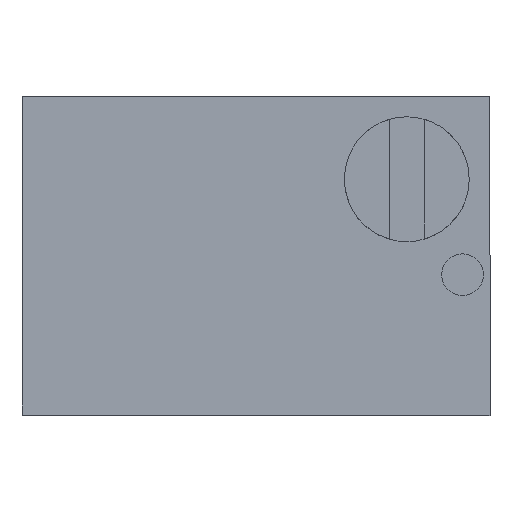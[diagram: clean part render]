
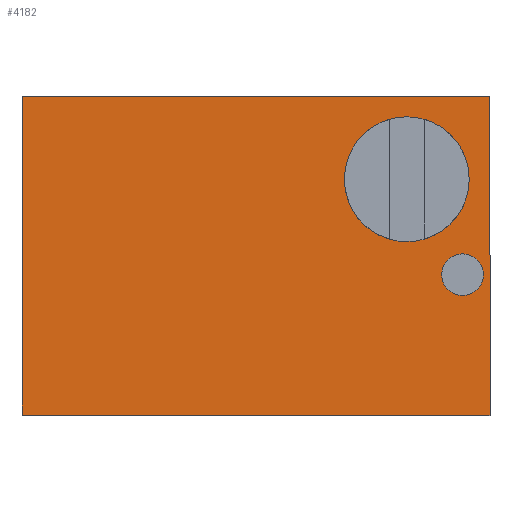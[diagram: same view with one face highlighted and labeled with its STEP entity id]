
A CAD part, top view. The second image highlights one B-rep face of the part: STEP entity #4182.
In plain terms, the highlighted planar face has unit normal (0, 0, 1).
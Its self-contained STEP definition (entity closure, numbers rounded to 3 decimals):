
#58 = DIRECTION ( 'NONE',  ( 0., 1., 0. ) ) ;
#60 = EDGE_CURVE ( 'NONE', #2187, #1862, #3312, .T. ) ;
#86 = ORIENTED_EDGE ( 'NONE', *, *, #60, .T. ) ;
#136 = CARTESIAN_POINT ( 'NONE',  ( 3.28, -0.276, 0. ) ) ;
#183 = CARTESIAN_POINT ( 'NONE',  ( 3.075, 1.1, 0. ) ) ;
#198 = AXIS2_PLACEMENT_3D ( 'NONE', #2524, #1775, #3968 ) ;
#299 = CARTESIAN_POINT ( 'NONE',  ( 2.979, -0.276, 0. ) ) ;
#318 = CIRCLE ( 'NONE', #198, 0.9 ) ;
#384 = VERTEX_POINT ( 'NONE', #183 ) ;
#470 = VECTOR ( 'NONE', #3672, 1000. ) ;
#486 = CARTESIAN_POINT ( 'NONE',  ( -3.375, 2.3, 0. ) ) ;
#584 = VERTEX_POINT ( 'NONE', #4606 ) ;
#805 = AXIS2_PLACEMENT_3D ( 'NONE', #3795, #823, #4141 ) ;
#823 = DIRECTION ( 'NONE',  ( 0., 0., 1. ) ) ;
#902 = ORIENTED_EDGE ( 'NONE', *, *, #4440, .F. ) ;
#964 = CIRCLE ( 'NONE', #2696, 0.301 ) ;
#1132 = EDGE_LOOP ( 'NONE', ( #902, #1184 ) ) ;
#1184 = ORIENTED_EDGE ( 'NONE', *, *, #2258, .F. ) ;
#1230 = LINE ( 'NONE', #486, #2631 ) ;
#1312 = DIRECTION ( 'NONE',  ( 0., 0., 1. ) ) ;
#1315 = ORIENTED_EDGE ( 'NONE', *, *, #2757, .T. ) ;
#1449 = VECTOR ( 'NONE', #1810, 1000. ) ;
#1717 = AXIS2_PLACEMENT_3D ( 'NONE', #2449, #2856, #3210 ) ;
#1775 = DIRECTION ( 'NONE',  ( 0., 0., 1. ) ) ;
#1810 = DIRECTION ( 'NONE',  ( 0., -1., 0. ) ) ;
#1835 = FACE_OUTER_BOUND ( 'NONE', #4506, .T. ) ;
#1862 = VERTEX_POINT ( 'NONE', #2530 ) ;
#1969 = ORIENTED_EDGE ( 'NONE', *, *, #2911, .F. ) ;
#2124 = DIRECTION ( 'NONE',  ( 1., 0., 0. ) ) ;
#2128 = FACE_BOUND ( 'NONE', #3703, .T. ) ;
#2187 = VERTEX_POINT ( 'NONE', #2818 ) ;
#2192 = VERTEX_POINT ( 'NONE', #3181 ) ;
#2223 = CIRCLE ( 'NONE', #1717, 0.301 ) ;
#2258 = EDGE_CURVE ( 'NONE', #384, #2192, #318, .T. ) ;
#2316 = CARTESIAN_POINT ( 'NONE',  ( 2.678, -0.276, 0. ) ) ;
#2449 = CARTESIAN_POINT ( 'NONE',  ( 2.979, -0.276, 0. ) ) ;
#2471 = VERTEX_POINT ( 'NONE', #2316 ) ;
#2506 = EDGE_CURVE ( 'NONE', #584, #2187, #1230, .T. ) ;
#2524 = CARTESIAN_POINT ( 'NONE',  ( 2.175, 1.1, 0. ) ) ;
#2530 = CARTESIAN_POINT ( 'NONE',  ( -3.375, -2.3, 0. ) ) ;
#2631 = VECTOR ( 'NONE', #3873, 1000. ) ;
#2659 = VERTEX_POINT ( 'NONE', #4788 ) ;
#2696 = AXIS2_PLACEMENT_3D ( 'NONE', #299, #2904, #2124 ) ;
#2725 = AXIS2_PLACEMENT_3D ( 'NONE', #4673, #1312, #3520 ) ;
#2757 = EDGE_CURVE ( 'NONE', #2659, #584, #3789, .T. ) ;
#2818 = CARTESIAN_POINT ( 'NONE',  ( -3.375, 2.3, 0. ) ) ;
#2834 = ORIENTED_EDGE ( 'NONE', *, *, #3434, .T. ) ;
#2856 = DIRECTION ( 'NONE',  ( 0., 0., 1. ) ) ;
#2904 = DIRECTION ( 'NONE',  ( 0., 0., 1. ) ) ;
#2911 = EDGE_CURVE ( 'NONE', #4576, #2471, #2223, .T. ) ;
#2993 = FACE_BOUND ( 'NONE', #1132, .T. ) ;
#3007 = ORIENTED_EDGE ( 'NONE', *, *, #2506, .T. ) ;
#3135 = LINE ( 'NONE', #3284, #470 ) ;
#3181 = CARTESIAN_POINT ( 'NONE',  ( 1.275, 1.1, 0. ) ) ;
#3200 = VECTOR ( 'NONE', #58, 1000. ) ;
#3210 = DIRECTION ( 'NONE',  ( 1., 0., 0. ) ) ;
#3284 = CARTESIAN_POINT ( 'NONE',  ( -3.375, -2.3, 0. ) ) ;
#3312 = LINE ( 'NONE', #3910, #1449 ) ;
#3434 = EDGE_CURVE ( 'NONE', #1862, #2659, #3135, .T. ) ;
#3520 = DIRECTION ( 'NONE',  ( 1., 0., 0. ) ) ;
#3557 = PLANE ( 'NONE',  #2725 ) ;
#3672 = DIRECTION ( 'NONE',  ( 1., 0., 0. ) ) ;
#3703 = EDGE_LOOP ( 'NONE', ( #1969, #4271 ) ) ;
#3789 = LINE ( 'NONE', #4503, #3200 ) ;
#3795 = CARTESIAN_POINT ( 'NONE',  ( 2.175, 1.1, 0. ) ) ;
#3873 = DIRECTION ( 'NONE',  ( -1., 0., 0. ) ) ;
#3908 = CIRCLE ( 'NONE', #805, 0.9 ) ;
#3910 = CARTESIAN_POINT ( 'NONE',  ( -3.375, 2.3, 0. ) ) ;
#3968 = DIRECTION ( 'NONE',  ( 1., 0., 0. ) ) ;
#4141 = DIRECTION ( 'NONE',  ( 1., 0., 0. ) ) ;
#4182 = ADVANCED_FACE ( 'NONE', ( #2128, #2993, #1835 ), #3557, .T. ) ;
#4243 = EDGE_CURVE ( 'NONE', #2471, #4576, #964, .T. ) ;
#4271 = ORIENTED_EDGE ( 'NONE', *, *, #4243, .F. ) ;
#4440 = EDGE_CURVE ( 'NONE', #2192, #384, #3908, .T. ) ;
#4503 = CARTESIAN_POINT ( 'NONE',  ( 3.375, 2.3, 0. ) ) ;
#4506 = EDGE_LOOP ( 'NONE', ( #1315, #3007, #86, #2834 ) ) ;
#4576 = VERTEX_POINT ( 'NONE', #136 ) ;
#4606 = CARTESIAN_POINT ( 'NONE',  ( 3.375, 2.3, 0. ) ) ;
#4673 = CARTESIAN_POINT ( 'NONE',  ( 0., 0., 0. ) ) ;
#4788 = CARTESIAN_POINT ( 'NONE',  ( 3.375, -2.3, 0. ) ) ;
